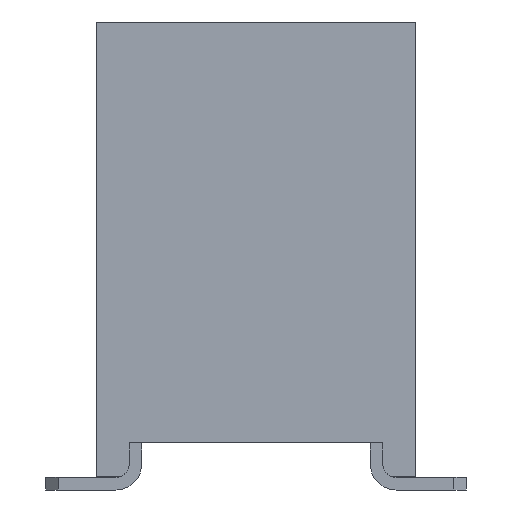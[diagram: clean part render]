
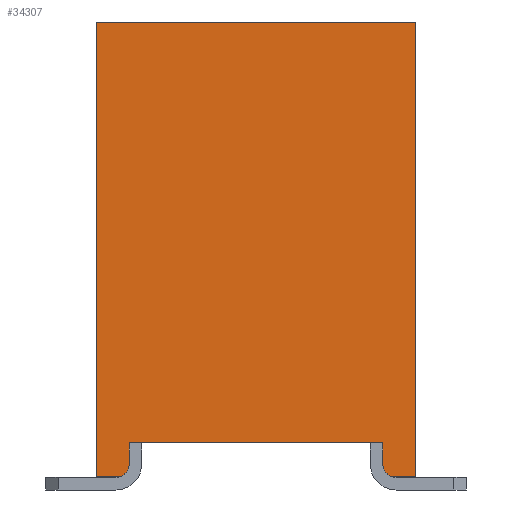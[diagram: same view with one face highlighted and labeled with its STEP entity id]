
A CAD part, front view. The second image highlights one B-rep face of the part: STEP entity #34307.
In plain terms, the highlighted face is planar.
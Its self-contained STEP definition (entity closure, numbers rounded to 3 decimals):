
#408=CIRCLE('',#36471,0.2);
#410=CIRCLE('',#36474,0.2);
#3246=ORIENTED_EDGE('',*,*,#12768,.F.);
#3247=ORIENTED_EDGE('',*,*,#13385,.T.);
#3248=ORIENTED_EDGE('',*,*,#13386,.T.);
#3249=ORIENTED_EDGE('',*,*,#13387,.T.);
#3250=ORIENTED_EDGE('',*,*,#13388,.T.);
#3251=ORIENTED_EDGE('',*,*,#13382,.T.);
#3252=ORIENTED_EDGE('',*,*,#12762,.F.);
#3253=ORIENTED_EDGE('',*,*,#12773,.T.);
#3254=ORIENTED_EDGE('',*,*,#13389,.T.);
#3255=ORIENTED_EDGE('',*,*,#12770,.F.);
#12762=EDGE_CURVE('',#18024,#18025,#21404,.T.);
#12768=EDGE_CURVE('',#18030,#18031,#21410,.T.);
#12770=EDGE_CURVE('',#18031,#18032,#21412,.T.);
#12773=EDGE_CURVE('',#18024,#18034,#21415,.T.);
#13382=EDGE_CURVE('',#18418,#18025,#408,.T.);
#13385=EDGE_CURVE('',#18030,#18420,#410,.T.);
#13386=EDGE_CURVE('',#18420,#18421,#22025,.T.);
#13387=EDGE_CURVE('',#18421,#18422,#22026,.T.);
#13388=EDGE_CURVE('',#18422,#18418,#22027,.T.);
#13389=EDGE_CURVE('',#18034,#18032,#22028,.T.);
#18024=VERTEX_POINT('',#49224);
#18025=VERTEX_POINT('',#49225);
#18030=VERTEX_POINT('',#49236);
#18031=VERTEX_POINT('',#49238);
#18032=VERTEX_POINT('',#49242);
#18034=VERTEX_POINT('',#49248);
#18418=VERTEX_POINT('',#50478);
#18420=VERTEX_POINT('',#50484);
#18421=VERTEX_POINT('',#50486);
#18422=VERTEX_POINT('',#50488);
#21404=LINE('',#49223,#25126);
#21410=LINE('',#49237,#25132);
#21412=LINE('',#49241,#25134);
#21415=LINE('',#49247,#25137);
#22025=LINE('',#50485,#25747);
#22026=LINE('',#50487,#25748);
#22027=LINE('',#50489,#25749);
#22028=LINE('',#50490,#25750);
#25126=VECTOR('',#39323,1000.);
#25132=VECTOR('',#39331,1000.);
#25134=VECTOR('',#39335,1000.);
#25137=VECTOR('',#39340,1000.);
#25747=VECTOR('',#40432,1000.);
#25748=VECTOR('',#40433,1000.);
#25749=VECTOR('',#40434,1000.);
#25750=VECTOR('',#40435,1000.);
#29100=EDGE_LOOP('',(#3246,#3247,#3248,#3249,#3250,#3251,#3252,#3253,#3254,
#3255));
#31080=FACE_BOUND('',#29100,.T.);
#33048=PLANE('',#36473);
#34307=ADVANCED_FACE('',(#31080),#33048,.T.);
#36471=AXIS2_PLACEMENT_3D('',#50477,#40423,#40424);
#36473=AXIS2_PLACEMENT_3D('',#50482,#40428,#40429);
#36474=AXIS2_PLACEMENT_3D('',#50483,#40430,#40431);
#39323=DIRECTION('',(0.,1.,0.));
#39331=DIRECTION('',(0.,1.,0.));
#39335=DIRECTION('',(0.,0.,1.));
#39340=DIRECTION('',(0.,0.,1.));
#40423=DIRECTION('',(-1.,0.,0.));
#40424=DIRECTION('',(0.,0.,1.));
#40428=DIRECTION('',(-1.,0.,0.));
#40429=DIRECTION('',(0.,0.,1.));
#40430=DIRECTION('',(-1.,0.,0.));
#40431=DIRECTION('',(0.,0.,1.));
#40432=DIRECTION('',(0.,0.,1.));
#40433=DIRECTION('',(0.,-1.,0.));
#40434=DIRECTION('',(0.,0.,-1.));
#40435=DIRECTION('',(0.,1.,0.));
#49223=CARTESIAN_POINT('',(-15.49,-2.54,-3.62));
#49224=CARTESIAN_POINT('',(-15.49,-2.54,-3.62));
#49225=CARTESIAN_POINT('',(-15.49,-2.22,-3.62));
#49236=CARTESIAN_POINT('',(-15.49,2.22,-3.62));
#49237=CARTESIAN_POINT('',(-15.49,-2.54,-3.62));
#49238=CARTESIAN_POINT('',(-15.49,2.54,-3.62));
#49241=CARTESIAN_POINT('',(-15.49,2.54,-3.62));
#49242=CARTESIAN_POINT('',(-15.49,2.54,3.62));
#49247=CARTESIAN_POINT('',(-15.49,-2.54,-3.62));
#49248=CARTESIAN_POINT('',(-15.49,-2.54,3.62));
#50477=CARTESIAN_POINT('',(-15.49,-2.22,-3.42));
#50478=CARTESIAN_POINT('',(-15.49,-2.02,-3.42));
#50482=CARTESIAN_POINT('',(-15.49,-2.54,-3.62));
#50483=CARTESIAN_POINT('',(-15.49,2.22,-3.42));
#50484=CARTESIAN_POINT('',(-15.49,2.02,-3.42));
#50485=CARTESIAN_POINT('',(-15.49,2.02,-3.62));
#50486=CARTESIAN_POINT('',(-15.49,2.02,-3.08));
#50487=CARTESIAN_POINT('',(-15.49,-2.54,-3.08));
#50488=CARTESIAN_POINT('',(-15.49,-2.02,-3.08));
#50489=CARTESIAN_POINT('',(-15.49,-2.02,-3.62));
#50490=CARTESIAN_POINT('',(-15.49,-2.54,3.62));
